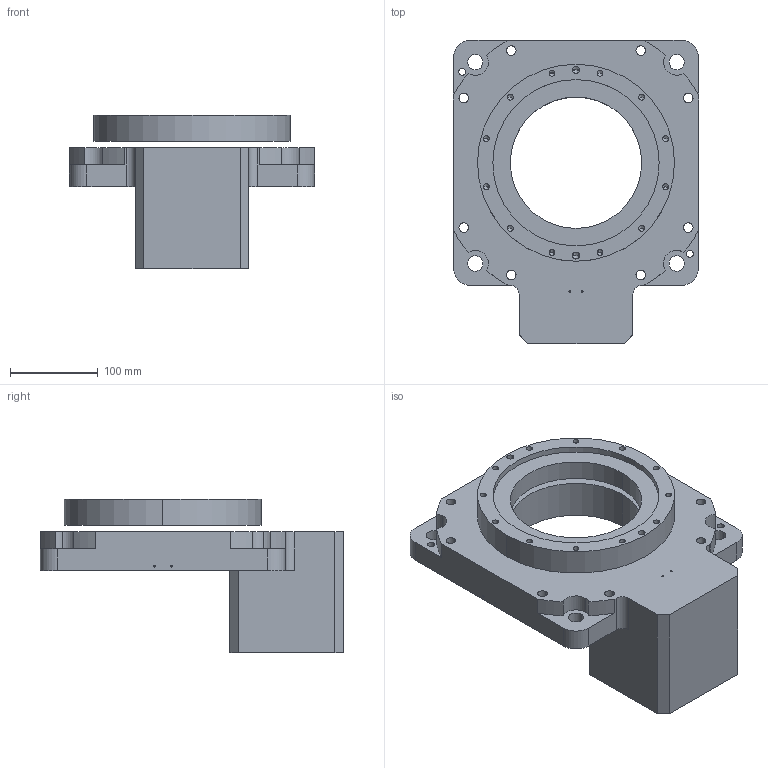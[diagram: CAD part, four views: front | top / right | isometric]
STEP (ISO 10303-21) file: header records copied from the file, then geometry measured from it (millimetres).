
FILE_DESCRIPTION (( 'STEP AP214' ), '1' );
FILE_NAME ('KTN280-10K-24-110-145-M8(侜督).STEP', '2022-09-13T06:17:25', ( '' ), ( '' ), 'SwSTEP 2.0', 'SolidWorks 2020', '' );
FILE_SCHEMA (( 'AUTOMOTIVE_DESIGN' ));
Length unit declared in the file: millimetre
Products named in the file (1): KTN280-10K-24-110-145-M8(侜督)
Bounding box: 280 x 346.5 x 175.5 mm (x, y, z)
Volume: 4847090.9 mm3; surface area: 370908.5 mm2
Topology: 2 solids, 2 shells, 189 faces, 494 edges, 286 vertices
Faces by surface type: cylinder 112, cone 52, plane 25
Entity records: 5975 total; most frequent: DIRECTION 1046, CARTESIAN_POINT 918, ORIENTED_EDGE 884, EDGE_CURVE 442, AXIS2_PLACEMENT_3D 414, VERTEX_POINT 286, EDGE_LOOP 250, CIRCLE 224
